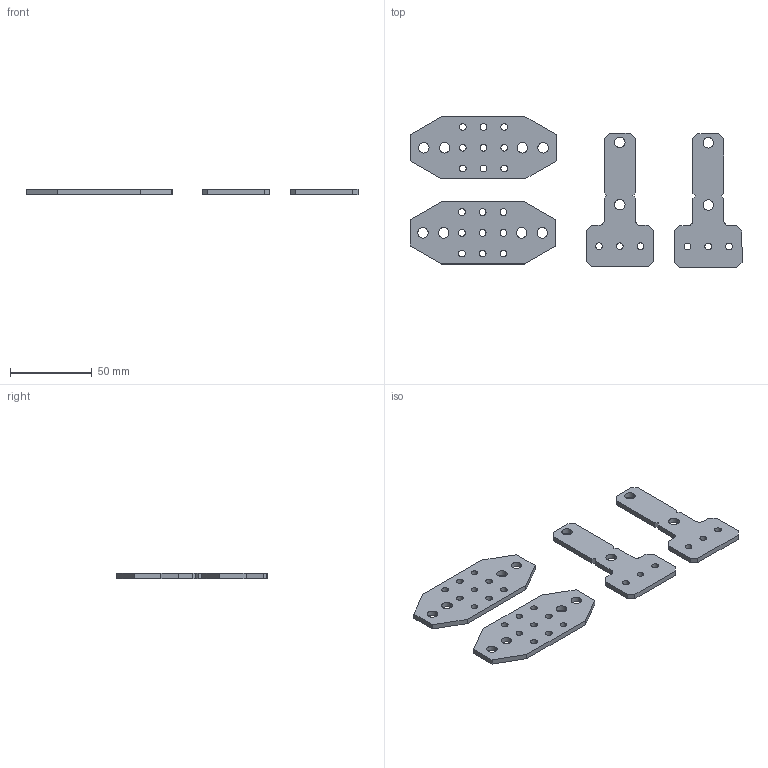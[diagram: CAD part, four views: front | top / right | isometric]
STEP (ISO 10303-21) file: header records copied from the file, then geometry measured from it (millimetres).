
FILE_DESCRIPTION (( 'STEP AP214' ), '1' );
FILE_NAME ('217-4399-STEP-20150113.STEP', '2015-01-13T18:25:46', ( 'IFMI-VEX04' ), ( '' ), 'SwSTEP 2.0', 'SolidWorks 2014', '' );
FILE_SCHEMA (( 'AUTOMOTIVE_DESIGN' ));
Length unit declared in the file: inch
Products named in the file (3): 217-4399-005 Rev2; 217-4399-STEP-20150113; 217-4399-001 Rev2
Assembly tree (4 placements, depth 2):
  217-4399-STEP-20150113
    217-4399-001 Rev2  x2
    217-4399-005 Rev2  x2
Bounding box: 203.17 x 92.19 x 3.17 mm (x, y, z)
Volume: 29877 mm3; surface area: 23477.3 mm2
Topology: 4 solids, 4 shells, 140 faces, 396 edges, 264 vertices
Faces by surface type: cylinder 76, plane 64
Entity records: 2510 total; most frequent: DIRECTION 428, CARTESIAN_POINT 407, ORIENTED_EDGE 396, EDGE_CURVE 198, AXIS2_PLACEMENT_3D 153, VERTEX_POINT 132, LINE 122, VECTOR 122
